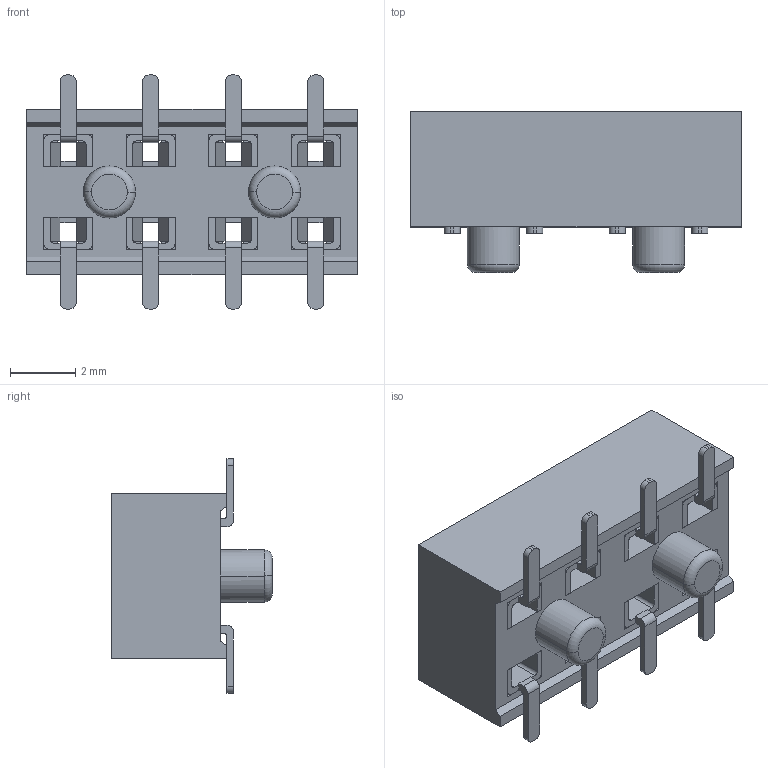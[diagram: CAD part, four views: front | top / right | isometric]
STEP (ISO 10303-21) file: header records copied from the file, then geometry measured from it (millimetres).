
FILE_DESCRIPTION(('STEP AP242'),'1');
FILE_NAME('m20-7810445.stp','2024-01-23T11:53:40',('TraceParts'),('TraceParts S.A.'),'Spatial InterOp 3D',' ',' ');
FILE_SCHEMA(('AP242_MANAGED_MODEL_BASED_3D_ENGINEERING_MIM_LF {1 0 10303 442 1 1 4}'));
Length unit declared in the file: millimetre
Products named in the file (1): m20-7810445_1
Bounding box: 10.16 x 4.95 x 7.2 mm (x, y, z)
Volume: 153.4 mm3; surface area: 463.2 mm2
Topology: 9 solids, 9 shells, 476 faces, 1288 edges, 840 vertices
Faces by surface type: plane 356, cylinder 116, torus 4
Entity records: 14960 total; most frequent: CARTESIAN_POINT 2613, ORIENTED_EDGE 2576, DIRECTION 2502, EDGE_CURVE 1288, LINE 1044, VECTOR 1044, VERTEX_POINT 840, AXIS2_PLACEMENT_3D 729
